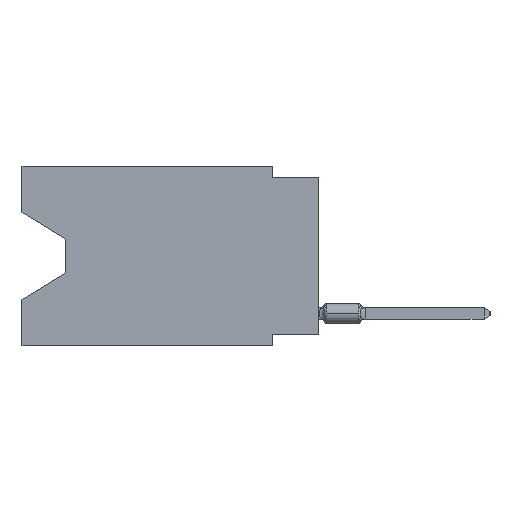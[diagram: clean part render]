
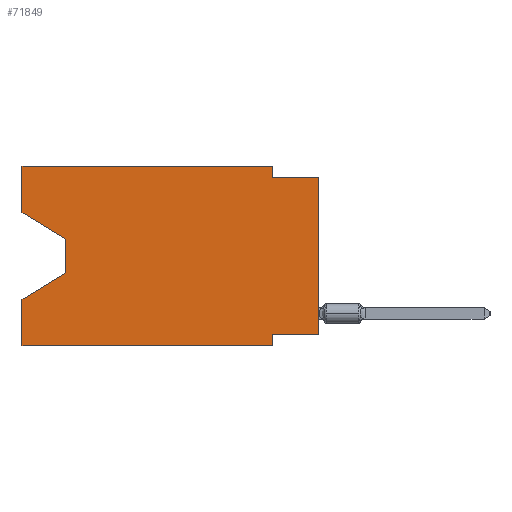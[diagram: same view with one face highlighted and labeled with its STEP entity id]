
A CAD part, left-side view. The second image highlights one B-rep face of the part: STEP entity #71849.
In plain terms, the highlighted planar face has unit normal (-1, 0, 0).
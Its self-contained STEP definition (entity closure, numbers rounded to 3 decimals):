
#634 = EDGE_CURVE ( 'NONE', #60707, #36597, #76337, .T. ) ;
#1110 = DIRECTION ( 'NONE',  ( 0., 0., -1. ) ) ;
#1939 = CARTESIAN_POINT ( 'NONE',  ( 0., 16.383, 0. ) ) ;
#2828 = DIRECTION ( 'NONE',  ( 0., 0., -1. ) ) ;
#3321 = CARTESIAN_POINT ( 'NONE',  ( 0., 13.97, -4.013 ) ) ;
#3562 = EDGE_CURVE ( 'NONE', #36597, #62699, #14951, .T. ) ;
#4117 = ORIENTED_EDGE ( 'NONE', *, *, #86254, .T. ) ;
#4351 = DIRECTION ( 'NONE',  ( 1., 0., 0. ) ) ;
#4635 = DIRECTION ( 'NONE',  ( 0., 0., 1. ) ) ;
#4717 = ORIENTED_EDGE ( 'NONE', *, *, #85124, .F. ) ;
#5757 = CARTESIAN_POINT ( 'NONE',  ( 0., 13.97, -4.013 ) ) ;
#7329 = LINE ( 'NONE', #45769, #27781 ) ;
#11677 = VERTEX_POINT ( 'NONE', #28467 ) ;
#11750 = CARTESIAN_POINT ( 'NONE',  ( 0., 16.383, 0. ) ) ;
#11882 = CARTESIAN_POINT ( 'NONE',  ( 0., 16.383, -2.546 ) ) ;
#14604 = EDGE_CURVE ( 'NONE', #70646, #19915, #7329, .T. ) ;
#14951 = LINE ( 'NONE', #42117, #40726 ) ;
#15287 = DIRECTION ( 'NONE',  ( 0., 0., 1. ) ) ;
#17392 = VECTOR ( 'NONE', #1110, 1000. ) ;
#17419 = EDGE_CURVE ( 'NONE', #62699, #56963, #22866, .T. ) ;
#17506 = CARTESIAN_POINT ( 'NONE',  ( 0., 16.383, -9.906 ) ) ;
#17595 = VECTOR ( 'NONE', #64738, 1000. ) ;
#18596 = FACE_OUTER_BOUND ( 'NONE', #69182, .T. ) ;
#19915 = VERTEX_POINT ( 'NONE', #26279 ) ;
#20334 = DIRECTION ( 'NONE',  ( 0., -0.855, -0.519 ) ) ;
#22267 = ORIENTED_EDGE ( 'NONE', *, *, #3562, .F. ) ;
#22866 = LINE ( 'NONE', #57579, #56570 ) ;
#23587 = DIRECTION ( 'NONE',  ( 0., 1., 0. ) ) ;
#25774 = CARTESIAN_POINT ( 'NONE',  ( 0., 2.54, 0. ) ) ;
#26279 = CARTESIAN_POINT ( 'NONE',  ( 0., 16.383, -7.36 ) ) ;
#27019 = DIRECTION ( 'NONE',  ( 0., -1., 0. ) ) ;
#27781 = VECTOR ( 'NONE', #68765, 1000. ) ;
#28193 = CARTESIAN_POINT ( 'NONE',  ( 0., 0., -0.635 ) ) ;
#28467 = CARTESIAN_POINT ( 'NONE',  ( 0., 2.54, -9.906 ) ) ;
#28595 = VERTEX_POINT ( 'NONE', #33939 ) ;
#29202 = CARTESIAN_POINT ( 'NONE',  ( 0., 2.54, -0.635 ) ) ;
#29453 = VECTOR ( 'NONE', #15287, 1000. ) ;
#30280 = LINE ( 'NONE', #57430, #74136 ) ;
#31525 = DIRECTION ( 'NONE',  ( 0., 0., -1. ) ) ;
#32610 = ORIENTED_EDGE ( 'NONE', *, *, #38166, .F. ) ;
#33939 = CARTESIAN_POINT ( 'NONE',  ( 0., 16.383, -9.906 ) ) ;
#34614 = VERTEX_POINT ( 'NONE', #46721 ) ;
#35471 = DIRECTION ( 'NONE',  ( 0., -1., 0. ) ) ;
#36208 = LINE ( 'NONE', #76308, #29453 ) ;
#36597 = VERTEX_POINT ( 'NONE', #79534 ) ;
#38166 = EDGE_CURVE ( 'NONE', #59079, #34614, #30280, .T. ) ;
#38194 = PLANE ( 'NONE',  #82875 ) ;
#40726 = VECTOR ( 'NONE', #35471, 1000. ) ;
#40800 = CARTESIAN_POINT ( 'NONE',  ( 0., 0., -0.635 ) ) ;
#41845 = ORIENTED_EDGE ( 'NONE', *, *, #82746, .F. ) ;
#41917 = ORIENTED_EDGE ( 'NONE', *, *, #17419, .F. ) ;
#42117 = CARTESIAN_POINT ( 'NONE',  ( 0., 16.383, 0. ) ) ;
#43317 = VERTEX_POINT ( 'NONE', #5757 ) ;
#45769 = CARTESIAN_POINT ( 'NONE',  ( 0., 13.97, -5.893 ) ) ;
#45854 = VECTOR ( 'NONE', #27019, 1000. ) ;
#46230 = CARTESIAN_POINT ( 'NONE',  ( 0., 2.54, -9.906 ) ) ;
#46721 = CARTESIAN_POINT ( 'NONE',  ( 0., 2.54, -9.271 ) ) ;
#48533 = EDGE_CURVE ( 'NONE', #60707, #43317, #74662, .T. ) ;
#49126 = ORIENTED_EDGE ( 'NONE', *, *, #634, .F. ) ;
#51768 = LINE ( 'NONE', #17506, #75011 ) ;
#55190 = CARTESIAN_POINT ( 'NONE',  ( 0., 0., -9.271 ) ) ;
#56570 = VECTOR ( 'NONE', #2828, 1000. ) ;
#56772 = LINE ( 'NONE', #3321, #76158 ) ;
#56963 = VERTEX_POINT ( 'NONE', #29202 ) ;
#57430 = CARTESIAN_POINT ( 'NONE',  ( 0., 0., -9.271 ) ) ;
#57579 = CARTESIAN_POINT ( 'NONE',  ( 0., 2.54, 0. ) ) ;
#57906 = VECTOR ( 'NONE', #20334, 1000. ) ;
#58237 = EDGE_CURVE ( 'NONE', #56963, #86520, #79619, .T. ) ;
#58487 = DIRECTION ( 'NONE',  ( 0., -1., 0. ) ) ;
#58535 = LINE ( 'NONE', #11750, #73199 ) ;
#59079 = VERTEX_POINT ( 'NONE', #55190 ) ;
#60707 = VERTEX_POINT ( 'NONE', #75773 ) ;
#62140 = LINE ( 'NONE', #46230, #17392 ) ;
#62235 = ORIENTED_EDGE ( 'NONE', *, *, #58237, .F. ) ;
#62699 = VERTEX_POINT ( 'NONE', #25774 ) ;
#63271 = EDGE_CURVE ( 'NONE', #59079, #86520, #36208, .T. ) ;
#63314 = EDGE_CURVE ( 'NONE', #28595, #11677, #51768, .T. ) ;
#64276 = CARTESIAN_POINT ( 'NONE',  ( 0., 13.97, -5.893 ) ) ;
#64738 = DIRECTION ( 'NONE',  ( 0., 0., 1. ) ) ;
#65379 = CARTESIAN_POINT ( 'NONE',  ( 0., 16.383, 0. ) ) ;
#66005 = ORIENTED_EDGE ( 'NONE', *, *, #48533, .T. ) ;
#68765 = DIRECTION ( 'NONE',  ( 0., 0.855, -0.519 ) ) ;
#69182 = EDGE_LOOP ( 'NONE', ( #66005, #4117, #82829, #4717, #79642, #41845, #32610, #70279, #62235, #41917, #22267, #49126 ) ) ;
#70279 = ORIENTED_EDGE ( 'NONE', *, *, #63271, .T. ) ;
#70646 = VERTEX_POINT ( 'NONE', #64276 ) ;
#71849 = ADVANCED_FACE ( 'NONE', ( #18596 ), #38194, .F. ) ;
#73199 = VECTOR ( 'NONE', #4635, 1000. ) ;
#74136 = VECTOR ( 'NONE', #23587, 1000. ) ;
#74662 = LINE ( 'NONE', #11882, #57906 ) ;
#75011 = VECTOR ( 'NONE', #58487, 1000. ) ;
#75773 = CARTESIAN_POINT ( 'NONE',  ( 0., 16.383, -2.546 ) ) ;
#76158 = VECTOR ( 'NONE', #84405, 1000. ) ;
#76308 = CARTESIAN_POINT ( 'NONE',  ( 0., 0., 0. ) ) ;
#76337 = LINE ( 'NONE', #1939, #17595 ) ;
#79534 = CARTESIAN_POINT ( 'NONE',  ( 0., 16.383, 0. ) ) ;
#79619 = LINE ( 'NONE', #40800, #45854 ) ;
#79642 = ORIENTED_EDGE ( 'NONE', *, *, #63314, .T. ) ;
#82746 = EDGE_CURVE ( 'NONE', #34614, #11677, #62140, .T. ) ;
#82829 = ORIENTED_EDGE ( 'NONE', *, *, #14604, .T. ) ;
#82875 = AXIS2_PLACEMENT_3D ( 'NONE', #65379, #4351, #31525 ) ;
#84405 = DIRECTION ( 'NONE',  ( 0., 0., -1. ) ) ;
#85124 = EDGE_CURVE ( 'NONE', #28595, #19915, #58535, .T. ) ;
#86254 = EDGE_CURVE ( 'NONE', #43317, #70646, #56772, .T. ) ;
#86520 = VERTEX_POINT ( 'NONE', #28193 ) ;
